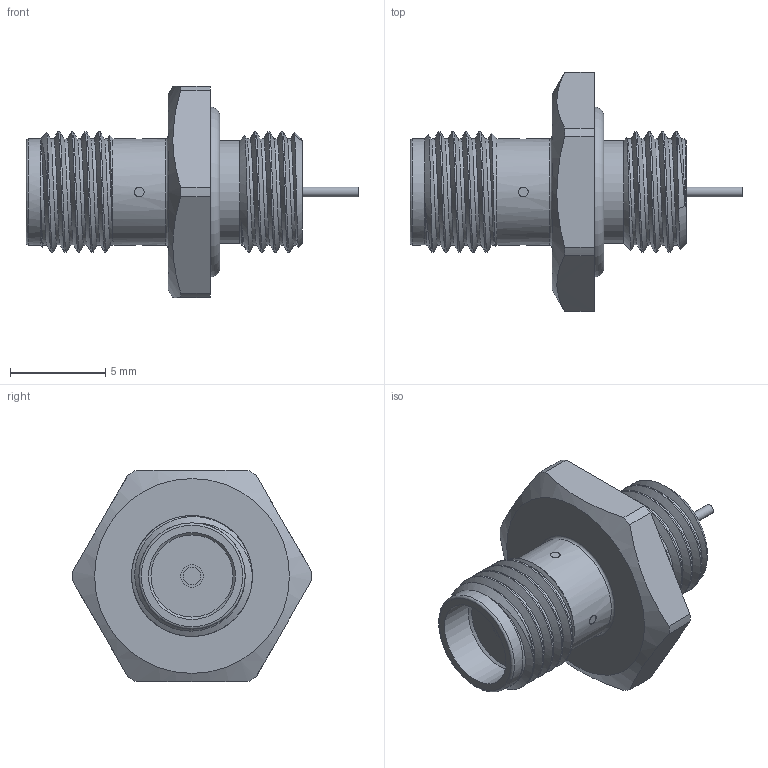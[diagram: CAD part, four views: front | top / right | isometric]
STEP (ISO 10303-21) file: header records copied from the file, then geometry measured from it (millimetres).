
FILE_DESCRIPTION (( 'STEP AP203' ), '1' );
FILE_NAME ('LCCN3204_3D.step', '2022-05-02T16:14:29', ( '' ), ( '' ), 'SwSTEP 2.0', 'SolidWorks 2021', '' );
FILE_SCHEMA (( 'CONFIG_CONTROL_DESIGN' ));
Length unit declared in the file: inch
Products named in the file (1): LCCN3204_3D
Bounding box: 17.45 x 12.57 x 11.13 mm (x, y, z)
Volume: 522.5 mm3; surface area: 740.1 mm2
Topology: 2 solids, 2 shells, 63 faces, 136 edges, 89 vertices
Faces by surface type: plane 23, cylinder 23, cone 8, bspline 6, torus 3
Full cylindrical faces by diameter (mm): 0.508 x5, 0.94 x1, 1.194 x1, 3.165 x1, 3.299 x1, 4.572 x1, 5.41 x1, 5.582 x2, 6.555 x1, 9.301 x1
Entity records: 5141 total; most frequent: CARTESIAN_POINT 3948, DIRECTION 222, ORIENTED_EDGE 194, AXIS2_PLACEMENT_3D 102, EDGE_CURVE 97, EDGE_LOOP 96, FACE_OUTER_BOUND 77, VERTEX_POINT 75
